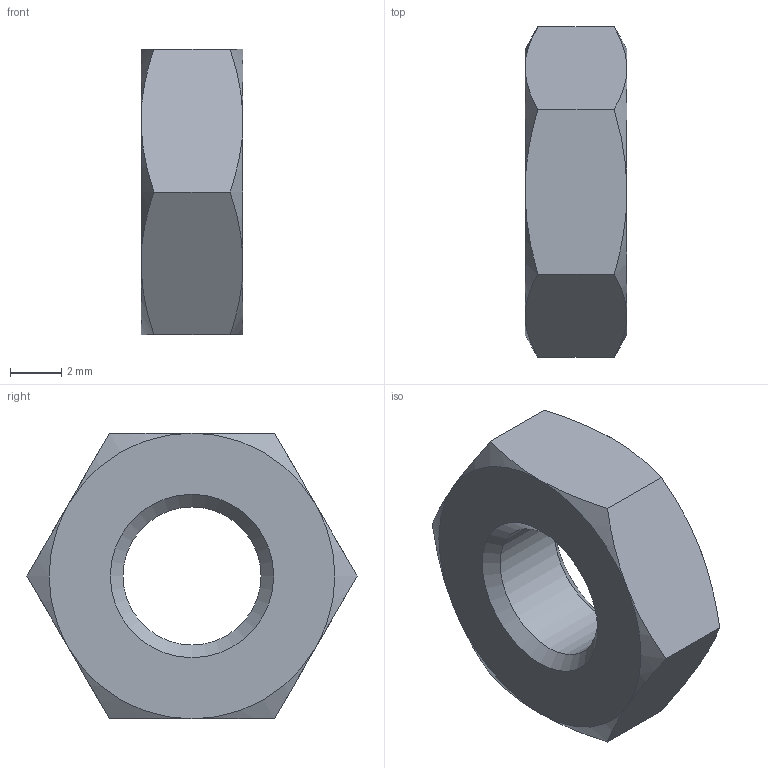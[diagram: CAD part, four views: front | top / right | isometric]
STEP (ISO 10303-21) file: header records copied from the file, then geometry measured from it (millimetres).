
FILE_DESCRIPTION(/* description */ ('1972_Imperial_Nut-Imperial Nut'),/* implementation_level */ '2;1');
FILE_NAME(/* name */ 'PN1972-015_NUT1_4-28-UNF.ipt.stp',/* time_stamp */ '2016-01-07T16:44:37-08:00',/* author */ ('Cadenas PARTsolutions'),/* organization */ ('PHD'),/* preprocessor_version */ 'ST-DEVELOPER v16.1',/* originating_system */ 'Autodesk Inventor 2016',/* authorisation */ '');
FILE_SCHEMA (('AUTOMOTIVE_DESIGN { 1 0 10303 214 3 1 1 }'));
Length unit declared in the file: inch
Products named in the file (1): PN1972-015_NUT1_4-28-UNF
Bounding box: 3.96 x 12.83 x 11.11 mm (x, y, z)
Volume: 326.8 mm3; surface area: 368.9 mm2
Topology: 1 solids, 1 shells, 23 faces, 49 edges, 28 vertices
Faces by surface type: cone 14, plane 8, cylinder 1
Full cylindrical faces by diameter (mm): 5.367 x1
Entity records: 598 total; most frequent: CARTESIAN_POINT 146, ORIENTED_EDGE 92, DIRECTION 86, EDGE_CURVE 46, AXIS2_PLACEMENT_3D 40, EDGE_LOOP 28, VERTEX_POINT 28, FACE_OUTER_BOUND 23
